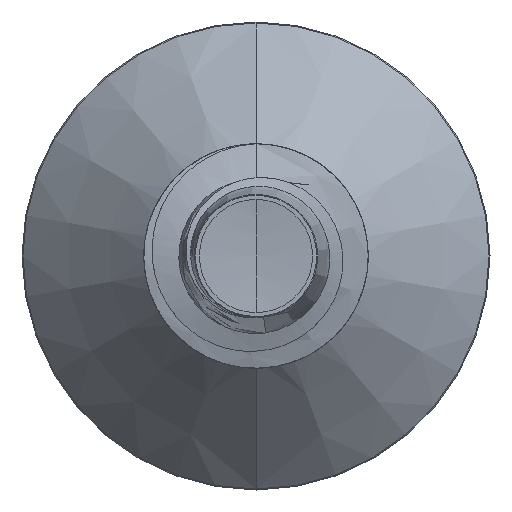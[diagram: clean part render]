
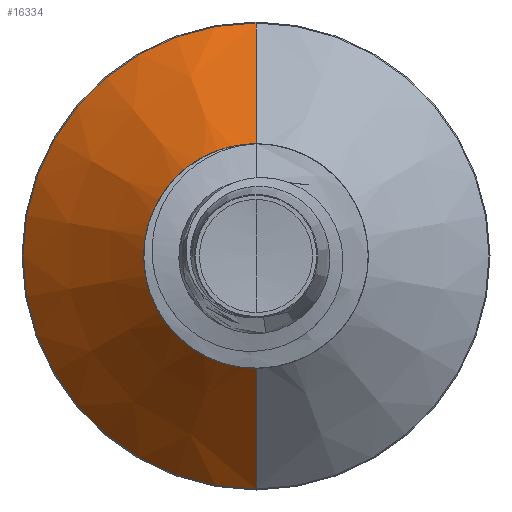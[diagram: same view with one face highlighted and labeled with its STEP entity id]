
A CAD part, front view. The second image highlights one B-rep face of the part: STEP entity #16334.
In plain terms, the highlighted conical face has half-angle 45 degrees and reference radius 1.633 mm.
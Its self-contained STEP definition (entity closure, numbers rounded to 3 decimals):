
#1920 = EDGE_CURVE ( 'NONE', #15499, #16226, #11082, .T. ) ;
#2092 = VERTEX_POINT ( 'NONE', #6560 ) ;
#2806 = DIRECTION ( 'NONE',  ( 0., 0., 1. ) ) ;
#2828 = DIRECTION ( 'NONE',  ( 0., 1., 0. ) ) ;
#2867 = CARTESIAN_POINT ( 'NONE',  ( 0., 17.332, 0. ) ) ;
#3498 = AXIS2_PLACEMENT_3D ( 'NONE', #2867, #2828, #2806 ) ;
#4129 = AXIS2_PLACEMENT_3D ( 'NONE', #25737, #9506, #14348 ) ;
#4273 = VERTEX_POINT ( 'NONE', #17594 ) ;
#4905 = VECTOR ( 'NONE', #6095, 1000. ) ;
#5575 = ORIENTED_EDGE ( 'NONE', *, *, #9589, .T. ) ;
#6095 = DIRECTION ( 'NONE',  ( 0., 0.707, -0.707 ) ) ;
#6560 = CARTESIAN_POINT ( 'NONE',  ( 0., 17.332, -1.632 ) ) ;
#7024 = ORIENTED_EDGE ( 'NONE', *, *, #1920, .T. ) ;
#7100 = DIRECTION ( 'NONE',  ( 0., 0.707, 0.707 ) ) ;
#7141 = CARTESIAN_POINT ( 'NONE',  ( 0., 17.332, 1.632 ) ) ;
#8144 = DIRECTION ( 'NONE',  ( 0., 1., 0. ) ) ;
#9506 = DIRECTION ( 'NONE',  ( 0., 1., 0. ) ) ;
#9589 = EDGE_CURVE ( 'NONE', #2092, #15499, #16788, .T. ) ;
#11082 = LINE ( 'NONE', #7141, #19609 ) ;
#14348 = DIRECTION ( 'NONE',  ( 0., 0., 1. ) ) ;
#15320 = ORIENTED_EDGE ( 'NONE', *, *, #26052, .F. ) ;
#15367 = CONICAL_SURFACE ( 'NONE', #4129, 1.632, 0.785 ) ;
#15499 = VERTEX_POINT ( 'NONE', #17784 ) ;
#16226 = VERTEX_POINT ( 'NONE', #20063 ) ;
#16334 = ADVANCED_FACE ( 'NONE', ( #20978 ), #15367, .T. ) ;
#16607 = EDGE_LOOP ( 'NONE', ( #20926, #5575, #7024, #15320 ) ) ;
#16788 = CIRCLE ( 'NONE', #3498, 1.632 ) ;
#17594 = CARTESIAN_POINT ( 'NONE',  ( 0., 19.335, -3.635 ) ) ;
#17784 = CARTESIAN_POINT ( 'NONE',  ( 0., 17.332, 1.632 ) ) ;
#17884 = EDGE_CURVE ( 'NONE', #2092, #4273, #26879, .T. ) ;
#18564 = AXIS2_PLACEMENT_3D ( 'NONE', #20763, #8144, #22588 ) ;
#19609 = VECTOR ( 'NONE', #7100, 1000. ) ;
#20063 = CARTESIAN_POINT ( 'NONE',  ( 0., 19.335, 3.635 ) ) ;
#20763 = CARTESIAN_POINT ( 'NONE',  ( 0., 19.335, 0. ) ) ;
#20926 = ORIENTED_EDGE ( 'NONE', *, *, #17884, .F. ) ;
#20978 = FACE_OUTER_BOUND ( 'NONE', #16607, .T. ) ;
#22588 = DIRECTION ( 'NONE',  ( 0., 0., 1. ) ) ;
#25737 = CARTESIAN_POINT ( 'NONE',  ( 0., 17.332, 0. ) ) ;
#25890 = CIRCLE ( 'NONE', #18564, 3.635 ) ;
#26052 = EDGE_CURVE ( 'NONE', #4273, #16226, #25890, .T. ) ;
#26545 = CARTESIAN_POINT ( 'NONE',  ( 0., 17.332, -1.632 ) ) ;
#26879 = LINE ( 'NONE', #26545, #4905 ) ;
